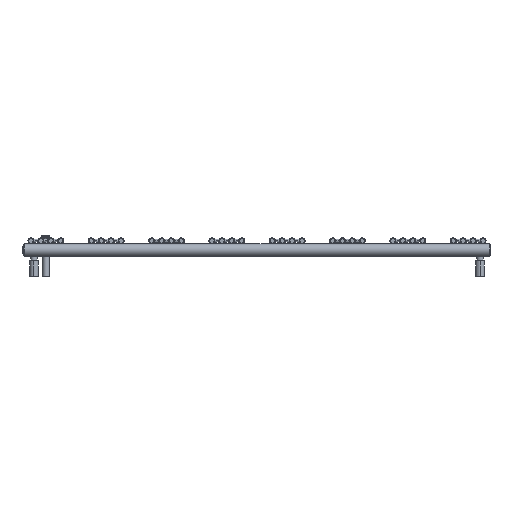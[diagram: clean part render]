
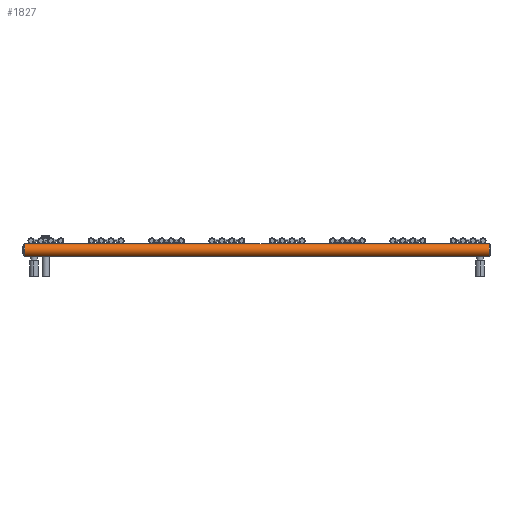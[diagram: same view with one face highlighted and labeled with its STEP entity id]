
A CAD part, left-side view. The second image highlights one B-rep face of the part: STEP entity #1827.
In plain terms, the highlighted cylindrical face has radius 19 mm (diameter 38 mm), a partial arc.
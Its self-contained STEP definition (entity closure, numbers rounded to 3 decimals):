
#1592=CARTESIAN_POINT('',(19.,1404.,0.));
#1593=DIRECTION('',(0.,1.,0.));
#1594=DIRECTION('',(0.,0.,-1.));
#1595=AXIS2_PLACEMENT_3D('',#1592,#1593,#1594);
#1600=CARTESIAN_POINT('',(19.,2.,0.));
#1601=DIRECTION('',(0.,-1.,0.));
#1602=DIRECTION('',(0.,0.,1.));
#1603=AXIS2_PLACEMENT_3D('',#1600,#1601,#1602);
#1608=DIRECTION('',(0.,1.,0.));
#1609=VECTOR('',#1608,1402.);
#1610=CARTESIAN_POINT('',(19.,2.,-19.));
#1611=LINE('',#1610,#1609);
#1663=DIRECTION('',(0.,1.,0.));
#1664=VECTOR('',#1663,1402.);
#1665=CARTESIAN_POINT('',(19.,2.,19.));
#1666=LINE('',#1665,#1664);
#1728=CARTESIAN_POINT('',(19.,1404.,-19.));
#1729=CARTESIAN_POINT('',(19.,1404.,19.));
#1730=VERTEX_POINT('',#1728);
#1731=VERTEX_POINT('',#1729);
#1736=CARTESIAN_POINT('',(19.,2.,-19.));
#1737=CARTESIAN_POINT('',(19.,2.,19.));
#1738=VERTEX_POINT('',#1736);
#1739=VERTEX_POINT('',#1737);
#1813=CARTESIAN_POINT('',(19.,0.,0.));
#1814=DIRECTION('',(0.,1.,0.));
#1815=DIRECTION('',(0.,0.,1.));
#1816=AXIS2_PLACEMENT_3D('',#1813,#1814,#1815);
#1817=CYLINDRICAL_SURFACE('',#1816,19.);
#1819=ORIENTED_EDGE('',*,*,#1818,.T.);
#1821=ORIENTED_EDGE('',*,*,#1820,.F.);
#1822=ORIENTED_EDGE('',*,*,#1807,.T.);
#1824=ORIENTED_EDGE('',*,*,#1823,.T.);
#1825=EDGE_LOOP('',(#1819,#1821,#1822,#1824));
#1826=FACE_OUTER_BOUND('',#1825,.F.);
#1596=CIRCLE('',#1595,19.);
#1604=CIRCLE('',#1603,19.);
#1807=EDGE_CURVE('',#1739,#1738,#1604,.T.);
#1818=EDGE_CURVE('',#1730,#1731,#1596,.T.);
#1820=EDGE_CURVE('',#1739,#1731,#1666,.T.);
#1823=EDGE_CURVE('',#1738,#1730,#1611,.T.);
#1827=ADVANCED_FACE('',(#1826),#1817,.T.);
